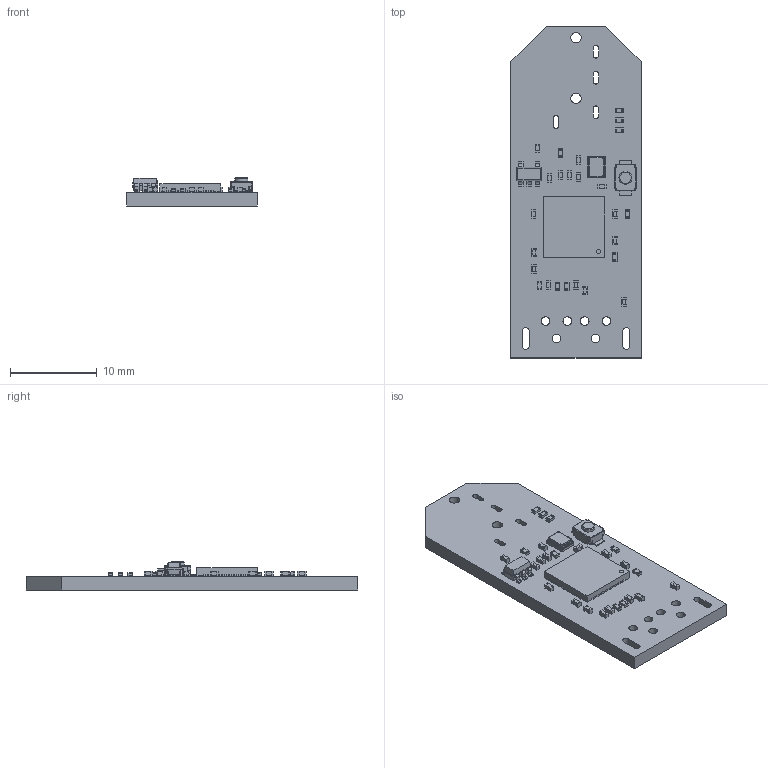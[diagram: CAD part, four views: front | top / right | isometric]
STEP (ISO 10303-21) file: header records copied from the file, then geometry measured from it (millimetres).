
FILE_DESCRIPTION(('KiCad electronic assembly'),'2;1');
FILE_NAME('Remapper-v8-pcb.step','2024-03-29T19:04:45',('Pcbnew'),( 'Kicad'),'Open CASCADE STEP processor 7.7','KiCad to STEP converter' ,'Unknown');
FILE_SCHEMA(('AUTOMOTIVE_DESIGN { 1 0 10303 214 1 1 1 1 }'));
Length unit declared in the file: millimetre
Products named in the file (14): Remapper-v8-pcb 1; SOT-23-5; SOT_23_5; C_0402_1005Metric; R_0402_1005Metric; QFN-56-1EP_7x7mm_P0.4mm_EP5.6x5.6mm; QFN-56-1EP_7x7mm_Pitch0.4mm; Crystal_SMD_2520-4Pin_2.5x2.0mm; SW_SPST_B3U-1000P; _autosave-Remapper_PCB
Assembly tree (36 placements, depth 3):
  Remapper-v8-pcb 1
    SOT-23-5
      SOT_23_5
    C_0402_1005Metric  x16
      C_0402_1005Metric
    R_0402_1005Metric  x9
      R_0402_1005Metric
    QFN-56-1EP_7x7mm_P0.4mm_EP5.6x5.6mm
      QFN-56-1EP_7x7mm_Pitch0.4mm
    Crystal_SMD_2520-4Pin_2.5x2.0mm
      Crystal_SMD_2520-4Pin_2.5x2.0mm
    SW_SPST_B3U-1000P
      SW_SPST_B3U-1000P
    _autosave-Remapper_PCB
Bounding box: 15 x 38.25 x 3.24 mm (x, y, z)
Volume: 936.4 mm3; surface area: 1610.5 mm2
Topology: 30 solids, 30 shells, 1600 faces, 4241 edges, 2709 vertices
Faces by surface type: plane 970, cylinder 531, torus 53, bspline 29, sphere 17
Full cylindrical faces by diameter (mm): 0.35 x9, 0.5 x1, 1 x6, 1.2 x2, 1.5 x1
Entity records: 37217 total; most frequent: CARTESIAN_POINT 5711, ORIENTED_EDGE 5200, DIRECTION 5134, EDGE_CURVE 2600, LINE 1938, VECTOR 1938, VERTEX_POINT 1637, AXIS2_PLACEMENT_3D 1598
